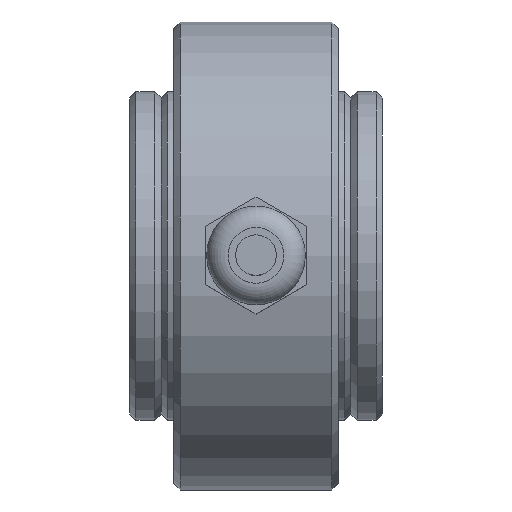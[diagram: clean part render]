
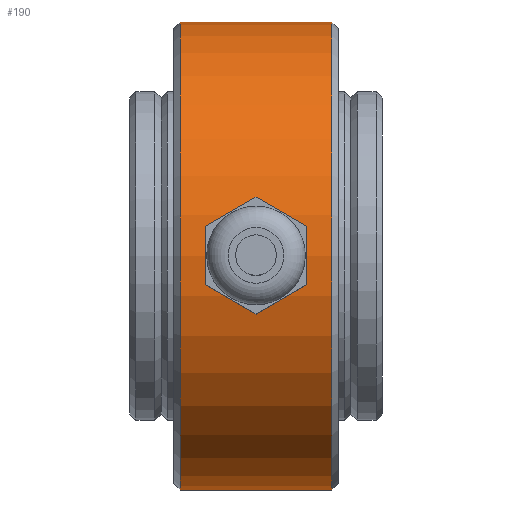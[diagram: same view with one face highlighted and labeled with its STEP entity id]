
A CAD part, top view. The second image highlights one B-rep face of the part: STEP entity #190.
In plain terms, the highlighted cylindrical face has radius 18.5 mm (diameter 37 mm), a full revolution.
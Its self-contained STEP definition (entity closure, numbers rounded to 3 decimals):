
#190 = ADVANCED_FACE( '', ( #361, #362 ), #363, .T. );
#361 = FACE_OUTER_BOUND( '', #558, .T. );
#362 = FACE_OUTER_BOUND( '', #559, .T. );
#363 = CYLINDRICAL_SURFACE( '', #560, 18.5 );
#558 = EDGE_LOOP( '', ( #783 ) );
#559 = EDGE_LOOP( '', ( #784 ) );
#560 = AXIS2_PLACEMENT_3D( '', #785, #786, #787 );
#783 = ORIENTED_EDGE( '', *, *, #1074, .T. );
#784 = ORIENTED_EDGE( '', *, *, #1075, .T. );
#785 = CARTESIAN_POINT( '', ( -60., 0., 0. ) );
#786 = DIRECTION( '', ( 1., 0., 0. ) );
#787 = DIRECTION( '', ( 0., 0., 1. ) );
#1074 = EDGE_CURVE( '', #1222, #1222, #1223, .T. );
#1075 = EDGE_CURVE( '', #1224, #1224, #1225, .F. );
#1222 = VERTEX_POINT( '', #1414 );
#1223 = CIRCLE( '', #1415, 18.5 );
#1224 = VERTEX_POINT( '', #1416 );
#1225 = CIRCLE( '', #1417, 18.5 );
#1414 = CARTESIAN_POINT( '', ( 13.5, 0., 18.5 ) );
#1415 = AXIS2_PLACEMENT_3D( '', #1598, #1599, #1600 );
#1416 = CARTESIAN_POINT( '', ( 1.5, 0., 18.5 ) );
#1417 = AXIS2_PLACEMENT_3D( '', #1601, #1602, #1603 );
#1598 = CARTESIAN_POINT( '', ( 13.5, 0., 0. ) );
#1599 = DIRECTION( '', ( -1., 0., 0. ) );
#1600 = DIRECTION( '', ( 0., 0., 1. ) );
#1601 = CARTESIAN_POINT( '', ( 1.5, 0., 0. ) );
#1602 = DIRECTION( '', ( -1., 0., 0. ) );
#1603 = DIRECTION( '', ( 0., 0., 1. ) );
